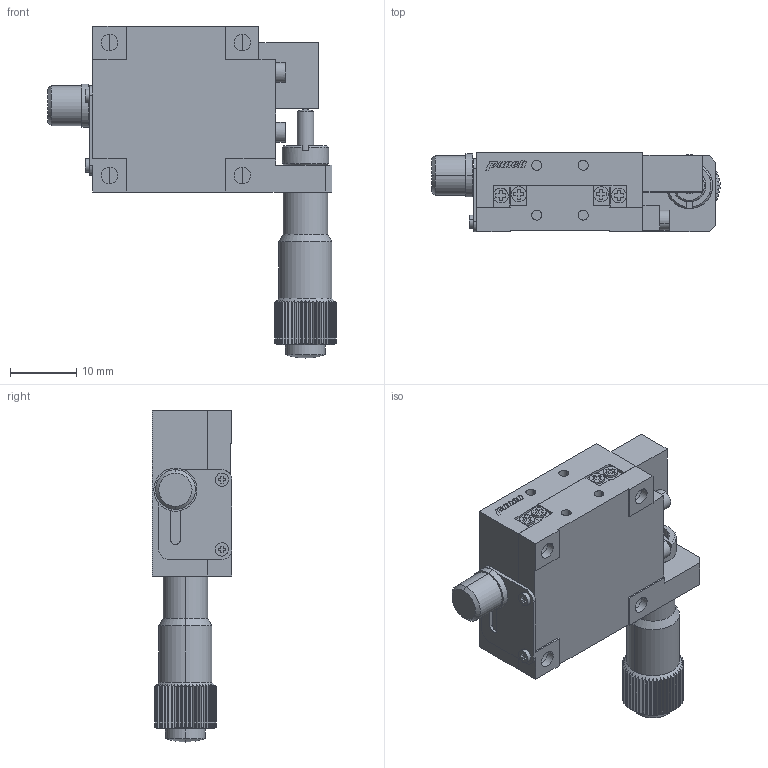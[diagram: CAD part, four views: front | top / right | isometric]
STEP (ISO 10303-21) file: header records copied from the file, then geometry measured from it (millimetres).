
FILE_DESCRIPTION(('STEP AP214'),'1');
FILE_NAME('XMB25.step','2020-09-25T07:48:05',(' '),(' '),'Spatial InterOp 3D',' ',' ');
FILE_SCHEMA(('automotive_design'));
Length unit declared in the file: millimetre
Products named in the file (4): 1; 2; 3; 4
Bounding box: 43.45 x 12 x 50 mm (x, y, z)
Volume: 9738.7 mm3; surface area: 7503.5 mm2
Topology: 4 solids, 4 shells, 692 faces, 1843 edges, 1215 vertices
Faces by surface type: plane 444, cylinder 182, cone 64, sphere 2
Entity records: 26883 total; most frequent: CARTESIAN_POINT 4134, ORIENTED_EDGE 3678, DIRECTION 3482, EDGE_CURVE 1839, VERTEX_POINT 1215, LINE 1204, VECTOR 1204, AXIS2_PLACEMENT_3D 1139
